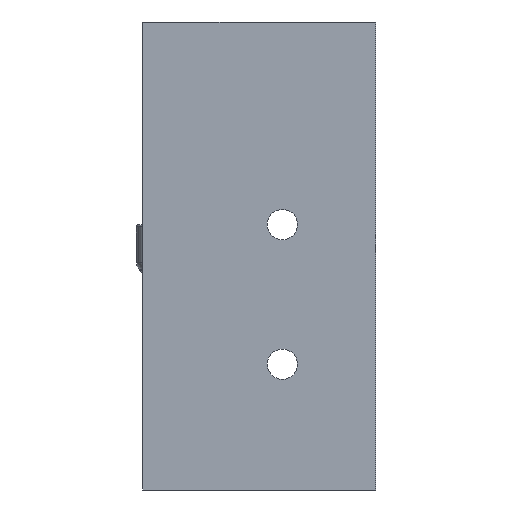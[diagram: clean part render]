
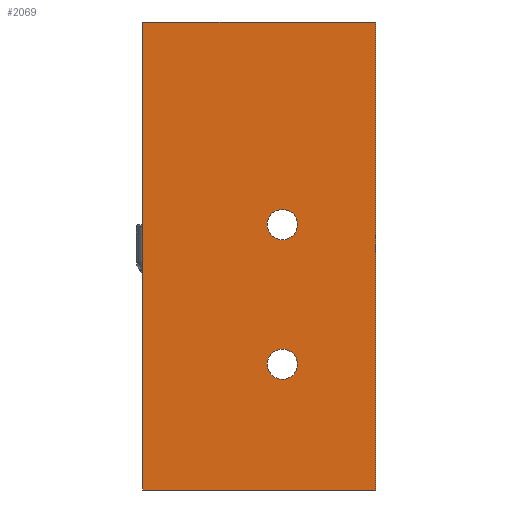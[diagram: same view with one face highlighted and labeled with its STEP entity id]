
A CAD part, front view. The second image highlights one B-rep face of the part: STEP entity #2069.
In plain terms, the highlighted planar face has unit normal (0, -1, 0).
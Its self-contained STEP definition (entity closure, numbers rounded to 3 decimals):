
#54=FACE_BOUND('',#469,.T.);
#55=FACE_BOUND('',#470,.T.);
#202=PLANE('',#2299);
#323=FACE_OUTER_BOUND('',#468,.T.);
#468=EDGE_LOOP('',(#1905,#1906,#1907,#1908));
#469=EDGE_LOOP('',(#1909));
#470=EDGE_LOOP('',(#1910));
#645=LINE('',#3485,#826);
#654=LINE('',#3501,#835);
#655=LINE('',#3503,#836);
#656=LINE('',#3504,#837);
#826=VECTOR('',#2883,10.);
#835=VECTOR('',#2896,10.);
#836=VECTOR('',#2899,10.);
#837=VECTOR('',#2900,10.);
#913=CIRCLE('',#2274,3.25);
#919=CIRCLE('',#2283,3.25);
#1082=VERTEX_POINT('',#3439);
#1088=VERTEX_POINT('',#3456);
#1096=VERTEX_POINT('',#3482);
#1097=VERTEX_POINT('',#3484);
#1101=VERTEX_POINT('',#3497);
#1102=VERTEX_POINT('',#3499);
#1345=EDGE_CURVE('',#1082,#1082,#913,.T.);
#1353=EDGE_CURVE('',#1088,#1088,#919,.T.);
#1364=EDGE_CURVE('',#1096,#1097,#645,.T.);
#1373=EDGE_CURVE('',#1101,#1102,#654,.T.);
#1374=EDGE_CURVE('',#1096,#1101,#655,.T.);
#1375=EDGE_CURVE('',#1097,#1102,#656,.T.);
#1905=ORIENTED_EDGE('',*,*,#1374,.T.);
#1906=ORIENTED_EDGE('',*,*,#1373,.T.);
#1907=ORIENTED_EDGE('',*,*,#1375,.F.);
#1908=ORIENTED_EDGE('',*,*,#1364,.F.);
#1909=ORIENTED_EDGE('',*,*,#1345,.T.);
#1910=ORIENTED_EDGE('',*,*,#1353,.T.);
#2069=ADVANCED_FACE('',(#323,#54,#55),#202,.T.);
#2274=AXIS2_PLACEMENT_3D('',#3441,#2831,#2832);
#2283=AXIS2_PLACEMENT_3D('',#3458,#2851,#2852);
#2299=AXIS2_PLACEMENT_3D('',#3502,#2897,#2898);
#2831=DIRECTION('center_axis',(0.,1.,0.));
#2832=DIRECTION('ref_axis',(1.,0.,0.));
#2851=DIRECTION('center_axis',(0.,1.,0.));
#2852=DIRECTION('ref_axis',(1.,0.,0.));
#2883=DIRECTION('',(0.,0.,1.));
#2896=DIRECTION('',(0.,0.,1.));
#2897=DIRECTION('center_axis',(0.,-1.,0.));
#2898=DIRECTION('ref_axis',(1.,0.,0.));
#2899=DIRECTION('',(1.,0.,0.));
#2900=DIRECTION('',(1.,0.,0.));
#3439=CARTESIAN_POINT('',(26.75,0.,57.));
#3441=CARTESIAN_POINT('Origin',(30.,0.,57.));
#3456=CARTESIAN_POINT('',(26.75,0.,27.));
#3458=CARTESIAN_POINT('Origin',(30.,0.,27.));
#3482=CARTESIAN_POINT('',(0.,0.,0.));
#3484=CARTESIAN_POINT('',(0.,0.,100.5));
#3485=CARTESIAN_POINT('',(0.,0.,0.));
#3497=CARTESIAN_POINT('',(50.,0.,0.));
#3499=CARTESIAN_POINT('',(50.,0.,100.5));
#3501=CARTESIAN_POINT('',(50.,0.,0.));
#3502=CARTESIAN_POINT('Origin',(0.,0.,0.));
#3503=CARTESIAN_POINT('',(0.,0.,0.));
#3504=CARTESIAN_POINT('',(0.,0.,100.5));
